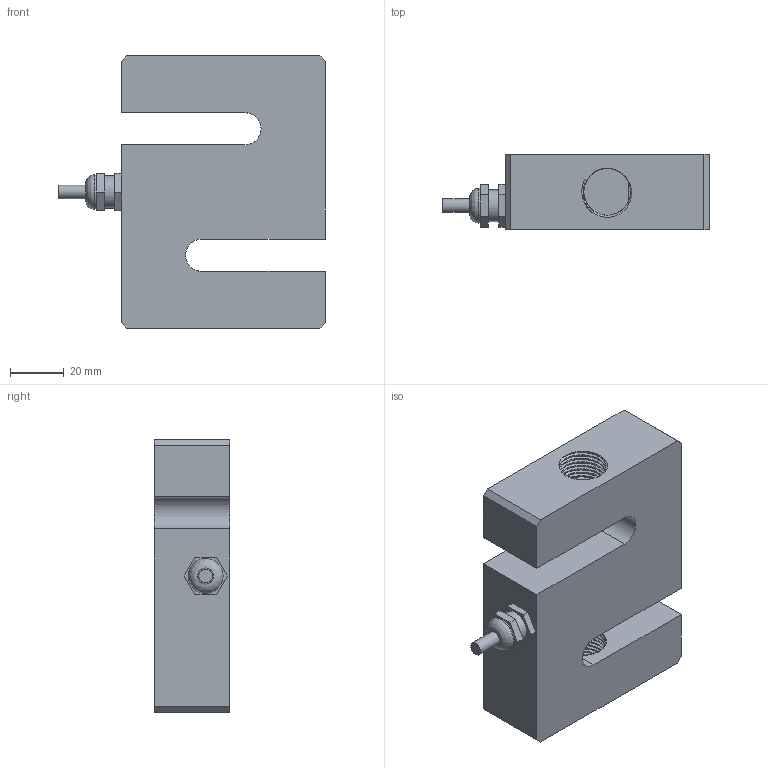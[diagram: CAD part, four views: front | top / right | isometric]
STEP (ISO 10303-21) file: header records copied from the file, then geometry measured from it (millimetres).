
FILE_DESCRIPTION(/* description */ (''),/* implementation_level */ '2;1');
FILE_NAME(/* name */ '101BS-5klb v2.step',/* time_stamp */ '2020-01-23T09:37:14-08:00',/* author */ (''),/* organization */ (''),/* preprocessor_version */ 'ST-DEVELOPER v18',/* originating_system */ 'Autodesk Translation Framework v8.12.0.6',/* authorisation */ '');
FILE_SCHEMA (('AUTOMOTIVE_DESIGN { 1 0 10303 214 3 1 1 }'));
Length unit declared in the file: millimetre
Products named in the file (2): 101BS-5klb; Connector v1
Assembly tree (1 placements, depth 2):
  101BS-5klb
    Connector v1
Bounding box: 99.56 x 28.19 x 101.6 mm (x, y, z)
Volume: 159185.7 mm3; surface area: 36749.3 mm2
Topology: 2 solids, 5 shells, 117 faces, 309 edges, 205 vertices
Faces by surface type: cylinder 70, plane 42, bspline 5
Full cylindrical faces by diameter (mm): 5.1 x1, 10 x1, 12 x1, 13 x1, 17.501 x25, 19.05 x26, 26.4 x1, 27.8 x2, 29.4 x2
Entity records: 10106 total; most frequent: CARTESIAN_POINT 7378, ORIENTED_EDGE 618, DIRECTION 443, EDGE_CURVE 309, VERTEX_POINT 205, AXIS2_PLACEMENT_3D 148, LINE 147, VECTOR 147
